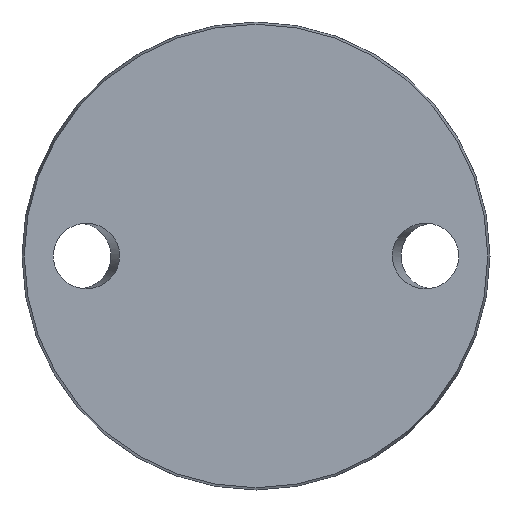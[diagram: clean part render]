
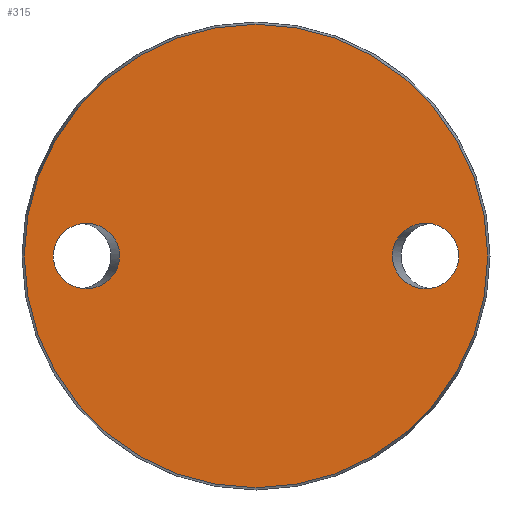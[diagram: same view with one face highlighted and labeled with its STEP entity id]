
A CAD part, front view. The second image highlights one B-rep face of the part: STEP entity #315.
In plain terms, the highlighted planar face has unit normal (0, -1, 0).
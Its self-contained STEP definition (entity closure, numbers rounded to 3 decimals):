
#13 = VERTEX_POINT ( 'NONE', #813 ) ;
#21 = FACE_BOUND ( 'NONE', #430, .T. ) ;
#77 = AXIS2_PLACEMENT_3D ( 'NONE', #512, #337, #341 ) ;
#83 = EDGE_LOOP ( 'NONE', ( #771 ) ) ;
#89 = VERTEX_POINT ( 'NONE', #173 ) ;
#105 = CARTESIAN_POINT ( 'NONE',  ( 34.385, 0., 16.5 ) ) ;
#111 =( BOUNDED_CURVE ( )  B_SPLINE_CURVE ( 3, ( #736, #186, #986, #493, #817, #105, #498 ),
 .UNSPECIFIED., .T., .T. ) 
 B_SPLINE_CURVE_WITH_KNOTS ( ( 4, 3, 4 ),
 ( 0., 3.142, 6.283 ),
 .UNSPECIFIED. ) 
 CURVE ( )  GEOMETRIC_REPRESENTATION_ITEM ( )  RATIONAL_B_SPLINE_CURVE ( ( 1., 0.333, 0.333, 1., 0.333, 0.333, 1. ) ) 
 REPRESENTATION_ITEM ( '' )  );
#173 = CARTESIAN_POINT ( 'NONE',  ( 34.385, 0., 0. ) ) ;
#186 = CARTESIAN_POINT ( 'NONE',  ( 34.385, 0., -16.5 ) ) ;
#194 = CARTESIAN_POINT ( 'NONE',  ( -51.115, 0., 0. ) ) ;
#200 = CARTESIAN_POINT ( 'NONE',  ( -51.115, 0., -16.5 ) ) ;
#214 = CIRCLE ( 'NONE', #551, 58.425 ) ;
#220 = CARTESIAN_POINT ( 'NONE',  ( 0., 0., 0. ) ) ;
#282 =( BOUNDED_CURVE ( )  B_SPLINE_CURVE ( 3, ( #194, #501, #747, #585, #353, #200, #674 ),
 .UNSPECIFIED., .T., .F. ) 
 B_SPLINE_CURVE_WITH_KNOTS ( ( 4, 3, 4 ),
 ( 0., 3.142, 6.283 ),
 .UNSPECIFIED. ) 
 CURVE ( )  GEOMETRIC_REPRESENTATION_ITEM ( )  RATIONAL_B_SPLINE_CURVE ( ( 1., 0.333, 0.333, 1., 0.333, 0.333, 1. ) ) 
 REPRESENTATION_ITEM ( '' )  );
#288 = FACE_OUTER_BOUND ( 'NONE', #741, .T. ) ;
#315 = ADVANCED_FACE ( 'NONE', ( #651, #21, #288 ), #586, .F. ) ;
#336 = VERTEX_POINT ( 'NONE', #488 ) ;
#337 = DIRECTION ( 'NONE',  ( 0., 1., 0. ) ) ;
#341 = DIRECTION ( 'NONE',  ( 0., 0., 1. ) ) ;
#353 = CARTESIAN_POINT ( 'NONE',  ( -34.385, 0., -16.5 ) ) ;
#430 = EDGE_LOOP ( 'NONE', ( #977 ) ) ;
#488 = CARTESIAN_POINT ( 'NONE',  ( -51.115, 0., 0. ) ) ;
#493 = CARTESIAN_POINT ( 'NONE',  ( 51.115, 0., 0. ) ) ;
#498 = CARTESIAN_POINT ( 'NONE',  ( 34.385, 0., 0. ) ) ;
#501 = CARTESIAN_POINT ( 'NONE',  ( -51.115, 0., 16.5 ) ) ;
#509 = ORIENTED_EDGE ( 'NONE', *, *, #945, .T. ) ;
#512 = CARTESIAN_POINT ( 'NONE',  ( -58.425, 0., 0. ) ) ;
#551 = AXIS2_PLACEMENT_3D ( 'NONE', #220, #605, #590 ) ;
#585 = CARTESIAN_POINT ( 'NONE',  ( -34.385, 0., 0. ) ) ;
#586 = PLANE ( 'NONE',  #77 ) ;
#590 = DIRECTION ( 'NONE',  ( 0., 0., -1. ) ) ;
#605 = DIRECTION ( 'NONE',  ( 0., -1., 0. ) ) ;
#651 = FACE_BOUND ( 'NONE', #83, .T. ) ;
#674 = CARTESIAN_POINT ( 'NONE',  ( -51.115, 0., 0. ) ) ;
#736 = CARTESIAN_POINT ( 'NONE',  ( 34.385, 0., 0. ) ) ;
#741 = EDGE_LOOP ( 'NONE', ( #509 ) ) ;
#747 = CARTESIAN_POINT ( 'NONE',  ( -34.385, 0., 16.5 ) ) ;
#771 = ORIENTED_EDGE ( 'NONE', *, *, #835, .T. ) ;
#813 = CARTESIAN_POINT ( 'NONE',  ( 0., 0., -58.425 ) ) ;
#817 = CARTESIAN_POINT ( 'NONE',  ( 51.115, 0., 16.5 ) ) ;
#835 = EDGE_CURVE ( 'NONE', #336, #336, #282, .T. ) ;
#908 = EDGE_CURVE ( 'NONE', #89, #89, #111, .T. ) ;
#945 = EDGE_CURVE ( 'NONE', #13, #13, #214, .T. ) ;
#977 = ORIENTED_EDGE ( 'NONE', *, *, #908, .F. ) ;
#986 = CARTESIAN_POINT ( 'NONE',  ( 51.115, 0., -16.5 ) ) ;
